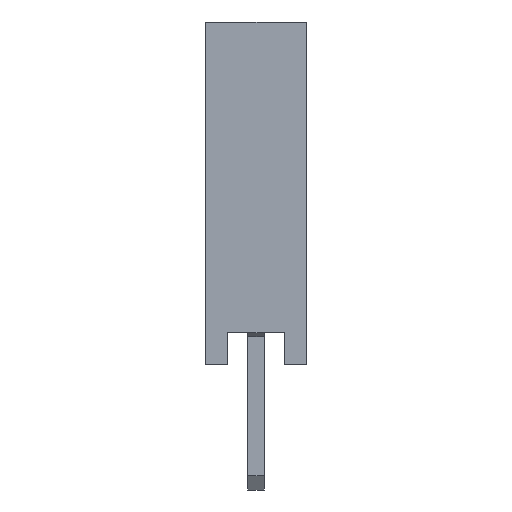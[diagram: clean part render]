
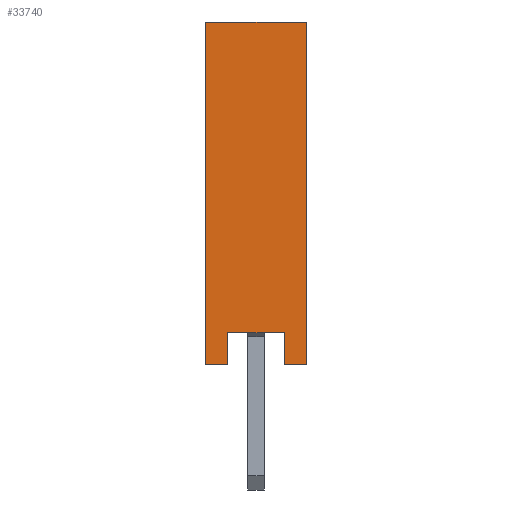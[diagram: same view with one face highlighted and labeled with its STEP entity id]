
A CAD part, left-side view. The second image highlights one B-rep face of the part: STEP entity #33740.
In plain terms, the highlighted planar face has unit normal (-1, 0, 0).
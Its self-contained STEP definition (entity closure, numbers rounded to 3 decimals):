
#5236=ORIENTED_EDGE('',*,*,#10452,.F.);
#5237=ORIENTED_EDGE('',*,*,#10437,.F.);
#5238=ORIENTED_EDGE('',*,*,#10449,.F.);
#5239=ORIENTED_EDGE('',*,*,#10457,.T.);
#5240=ORIENTED_EDGE('',*,*,#10451,.T.);
#5241=ORIENTED_EDGE('',*,*,#10439,.F.);
#5242=ORIENTED_EDGE('',*,*,#10456,.F.);
#5243=ORIENTED_EDGE('',*,*,#10454,.F.);
#10437=EDGE_CURVE('',#13183,#13180,#15949,.T.);
#10439=EDGE_CURVE('',#13184,#13186,#15951,.T.);
#10449=EDGE_CURVE('',#13192,#13183,#15961,.T.);
#10451=EDGE_CURVE('',#13193,#13186,#15963,.T.);
#10452=EDGE_CURVE('',#13180,#13194,#15964,.T.);
#10454=EDGE_CURVE('',#13194,#13195,#15966,.T.);
#10456=EDGE_CURVE('',#13195,#13184,#15968,.T.);
#10457=EDGE_CURVE('',#13192,#13193,#15969,.T.);
#13180=VERTEX_POINT('',#48361);
#13183=VERTEX_POINT('',#48366);
#13184=VERTEX_POINT('',#48370);
#13186=VERTEX_POINT('',#48373);
#13192=VERTEX_POINT('',#48390);
#13193=VERTEX_POINT('',#48394);
#13194=VERTEX_POINT('',#48398);
#13195=VERTEX_POINT('',#48402);
#15949=LINE('',#48367,#19205);
#15951=LINE('',#48372,#19207);
#15961=LINE('',#48391,#19217);
#15963=LINE('',#48395,#19219);
#15964=LINE('',#48397,#19220);
#15966=LINE('',#48401,#19222);
#15968=LINE('',#48405,#19224);
#15969=LINE('',#48407,#19225);
#19205=VECTOR('',#40255,1000.);
#19207=VECTOR('',#40259,1000.);
#19217=VECTOR('',#40273,1000.);
#19219=VECTOR('',#40277,1000.);
#19220=VECTOR('',#40280,1000.);
#19222=VECTOR('',#40284,1000.);
#19224=VECTOR('',#40288,1000.);
#19225=VECTOR('',#40291,1000.);
#20550=EDGE_LOOP('',(#5236,#5237,#5238,#5239,#5240,#5241,#5242,#5243));
#21936=FACE_BOUND('',#20550,.T.);
#23290=PLANE('',#35197);
#33740=ADVANCED_FACE('',(#21936),#23290,.F.);
#35197=AXIS2_PLACEMENT_3D('',#48406,#40289,#40290);
#40255=DIRECTION('',(0.,1.,0.));
#40259=DIRECTION('',(0.,1.,0.));
#40273=DIRECTION('',(0.,0.,-1.));
#40277=DIRECTION('',(0.,0.,-1.));
#40280=DIRECTION('',(0.,0.,1.));
#40284=DIRECTION('',(0.,1.,0.));
#40288=DIRECTION('',(0.,0.,-1.));
#40289=DIRECTION('',(1.,0.,0.));
#40290=DIRECTION('',(0.,0.,-1.));
#40291=DIRECTION('',(0.,1.,0.));
#48361=CARTESIAN_POINT('',(-40.89,-0.7,-4.25));
#48366=CARTESIAN_POINT('',(-40.89,-1.25,-4.25));
#48367=CARTESIAN_POINT('',(-40.89,-1.25,-4.25));
#48370=CARTESIAN_POINT('',(-40.89,0.7,-4.25));
#48372=CARTESIAN_POINT('',(-40.89,-1.25,-4.25));
#48373=CARTESIAN_POINT('',(-40.89,1.25,-4.25));
#48390=CARTESIAN_POINT('',(-40.89,-1.25,4.25));
#48391=CARTESIAN_POINT('',(-40.89,-1.25,4.25));
#48394=CARTESIAN_POINT('',(-40.89,1.25,4.25));
#48395=CARTESIAN_POINT('',(-40.89,1.25,4.25));
#48397=CARTESIAN_POINT('',(-40.89,-0.7,4.25));
#48398=CARTESIAN_POINT('',(-40.89,-0.7,-3.45));
#48401=CARTESIAN_POINT('',(-40.89,-1.25,-3.45));
#48402=CARTESIAN_POINT('',(-40.89,0.7,-3.45));
#48405=CARTESIAN_POINT('',(-40.89,0.7,4.25));
#48406=CARTESIAN_POINT('',(-40.89,-1.25,4.25));
#48407=CARTESIAN_POINT('',(-40.89,-1.25,4.25));
